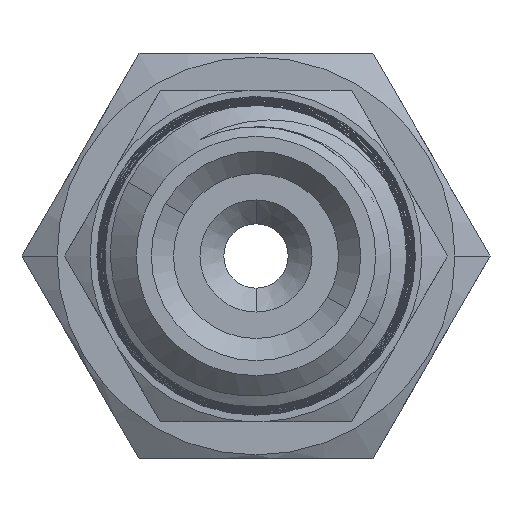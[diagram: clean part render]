
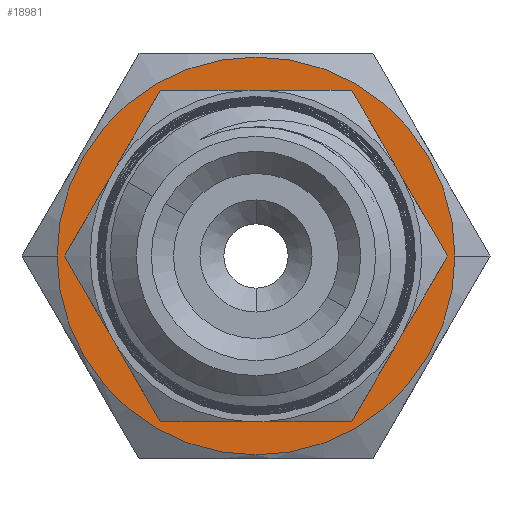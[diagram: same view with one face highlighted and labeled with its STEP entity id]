
A CAD part, left-side view. The second image highlights one B-rep face of the part: STEP entity #18981.
In plain terms, the highlighted planar face has unit normal (-1, 0, 0).
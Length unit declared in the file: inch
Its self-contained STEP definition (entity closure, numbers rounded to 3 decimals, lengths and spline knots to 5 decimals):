
#817 = CIRCLE ( 'NONE', #4231, 0.3375 ) ;
#1014 = AXIS2_PLACEMENT_3D ( 'NONE', #8959, #5263, #12396 ) ;
#1215 = DIRECTION ( 'NONE',  ( 1., 0., 0. ) ) ;
#1297 = DIRECTION ( 'NONE',  ( -1., 0., 0. ) ) ;
#2090 = ORIENTED_EDGE ( 'NONE', *, *, #8606, .T. ) ;
#2759 = CARTESIAN_POINT ( 'NONE',  ( -0.8195, 0.20675, 0. ) ) ;
#2913 = CARTESIAN_POINT ( 'NONE',  ( -0.8195, 0.20675, 0. ) ) ;
#3695 = DIRECTION ( 'NONE',  ( 1., 0., 0. ) ) ;
#3980 = EDGE_LOOP ( 'NONE', ( #6516, #2090 ) ) ;
#4231 = AXIS2_PLACEMENT_3D ( 'NONE', #19215, #3695, #17746 ) ;
#4703 = VERTEX_POINT ( 'NONE', #19477 ) ;
#5177 = ORIENTED_EDGE ( 'NONE', *, *, #13191, .F. ) ;
#5220 = AXIS2_PLACEMENT_3D ( 'NONE', #15321, #1215, #8270 ) ;
#5263 = DIRECTION ( 'NONE',  ( 1., 0., 0. ) ) ;
#5461 = DIRECTION ( 'NONE',  ( 1., 0., 0. ) ) ;
#6342 = EDGE_LOOP ( 'NONE', ( #6642, #5177 ) ) ;
#6516 = ORIENTED_EDGE ( 'NONE', *, *, #9367, .T. ) ;
#6642 = ORIENTED_EDGE ( 'NONE', *, *, #19531, .F. ) ;
#8270 = DIRECTION ( 'NONE',  ( 0., 1., 0. ) ) ;
#8606 = EDGE_CURVE ( 'NONE', #11817, #16227, #10423, .T. ) ;
#8959 = CARTESIAN_POINT ( 'NONE',  ( -0.8195, 0., 0. ) ) ;
#9367 = EDGE_CURVE ( 'NONE', #16227, #11817, #15110, .T. ) ;
#10423 = CIRCLE ( 'NONE', #11520, 0.20675 ) ;
#11520 = AXIS2_PLACEMENT_3D ( 'NONE', #16142, #5461, #17910 ) ;
#11817 = VERTEX_POINT ( 'NONE', #15086 ) ;
#12396 = DIRECTION ( 'NONE',  ( 0., 1., 0. ) ) ;
#13191 = EDGE_CURVE ( 'NONE', #4703, #19836, #817, .T. ) ;
#13196 = AXIS2_PLACEMENT_3D ( 'NONE', #2913, #1297, #15183 ) ;
#15086 = CARTESIAN_POINT ( 'NONE',  ( -0.8195, -0.20675, 0. ) ) ;
#15110 = CIRCLE ( 'NONE', #5220, 0.20675 ) ;
#15183 = DIRECTION ( 'NONE',  ( 0., -1., 0. ) ) ;
#15321 = CARTESIAN_POINT ( 'NONE',  ( -0.8195, 0., 0. ) ) ;
#16142 = CARTESIAN_POINT ( 'NONE',  ( -0.8195, 0., 0. ) ) ;
#16227 = VERTEX_POINT ( 'NONE', #2759 ) ;
#16849 = CARTESIAN_POINT ( 'NONE',  ( -0.8195, 0.3375, 0. ) ) ;
#17109 = PLANE ( 'NONE',  #13196 ) ;
#17746 = DIRECTION ( 'NONE',  ( 0., 1., 0. ) ) ;
#17910 = DIRECTION ( 'NONE',  ( 0., 1., 0. ) ) ;
#18981 = ADVANCED_FACE ( 'NONE', ( #21067, #22157 ), #17109, .T. ) ;
#19215 = CARTESIAN_POINT ( 'NONE',  ( -0.8195, 0., 0. ) ) ;
#19477 = CARTESIAN_POINT ( 'NONE',  ( -0.8195, -0.3375, 0. ) ) ;
#19531 = EDGE_CURVE ( 'NONE', #19836, #4703, #20215, .T. ) ;
#19836 = VERTEX_POINT ( 'NONE', #16849 ) ;
#20215 = CIRCLE ( 'NONE', #1014, 0.3375 ) ;
#21067 = FACE_BOUND ( 'NONE', #3980, .T. ) ;
#22157 = FACE_OUTER_BOUND ( 'NONE', #6342, .T. ) ;
